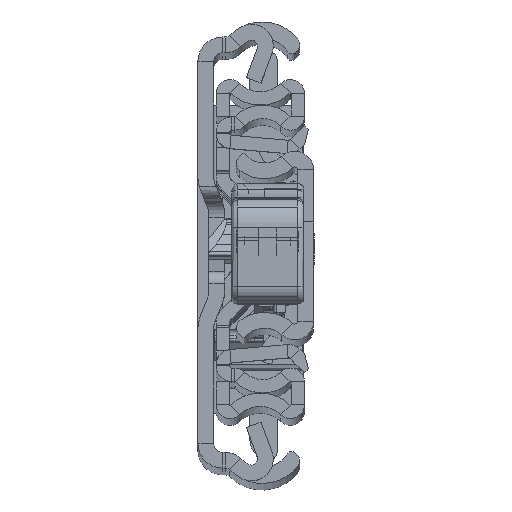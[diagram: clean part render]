
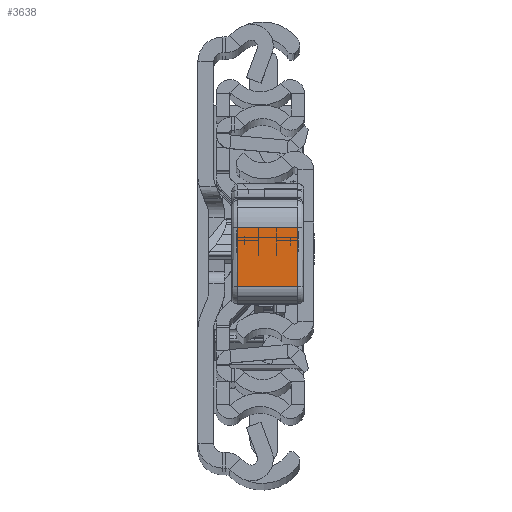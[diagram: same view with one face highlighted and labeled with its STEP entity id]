
A CAD part, top view. The second image highlights one B-rep face of the part: STEP entity #3638.
In plain terms, the highlighted face is planar.
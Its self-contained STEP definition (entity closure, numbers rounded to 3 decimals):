
#1686 = CARTESIAN_POINT ( 'NONE',  ( 39.55, -12.274, 0. ) ) ;
#1850 = LINE ( 'NONE', #1686, #25771 ) ;
#2562 = VECTOR ( 'NONE', #13118, 1000. ) ;
#3129 = LINE ( 'NONE', #20948, #2562 ) ;
#3638 = ADVANCED_FACE ( 'NONE', ( #10292 ), #20258, .F. ) ;
#4509 = DIRECTION ( 'NONE',  ( 0., 0., -1. ) ) ;
#4669 = CARTESIAN_POINT ( 'NONE',  ( 39.55, -12.274, 11. ) ) ;
#5250 = VECTOR ( 'NONE', #4509, 1000. ) ;
#5818 = VERTEX_POINT ( 'NONE', #17453 ) ;
#7134 = DIRECTION ( 'NONE',  ( 0., 0., 1. ) ) ;
#10292 = FACE_OUTER_BOUND ( 'NONE', #25075, .T. ) ;
#10906 = EDGE_CURVE ( 'NONE', #20390, #5818, #1850, .T. ) ;
#11538 = DIRECTION ( 'NONE',  ( 0.027, 1., 0. ) ) ;
#12752 = VERTEX_POINT ( 'NONE', #30911 ) ;
#13118 = DIRECTION ( 'NONE',  ( -0.027, -1., 0. ) ) ;
#14040 = EDGE_CURVE ( 'NONE', #12752, #26510, #3129, .T. ) ;
#14800 = LINE ( 'NONE', #29583, #21612 ) ;
#15104 = DIRECTION ( 'NONE',  ( -1., 0.027, 0. ) ) ;
#17345 = LINE ( 'NONE', #4669, #5250 ) ;
#17453 = CARTESIAN_POINT ( 'NONE',  ( 39.818, -2.465, 0. ) ) ;
#20258 = PLANE ( 'NONE',  #24787 ) ;
#20390 = VERTEX_POINT ( 'NONE', #30137 ) ;
#20948 = CARTESIAN_POINT ( 'NONE',  ( 39.55, -12.274, 10. ) ) ;
#21612 = VECTOR ( 'NONE', #7134, 1000. ) ;
#22077 = ORIENTED_EDGE ( 'NONE', *, *, #32066, .T. ) ;
#22353 = EDGE_CURVE ( 'NONE', #26510, #20390, #17345, .T. ) ;
#23601 = ORIENTED_EDGE ( 'NONE', *, *, #10906, .T. ) ;
#24787 = AXIS2_PLACEMENT_3D ( 'NONE', #30869, #15104, #30215 ) ;
#25075 = EDGE_LOOP ( 'NONE', ( #30542, #23601, #22077, #30388 ) ) ;
#25771 = VECTOR ( 'NONE', #11538, 1000. ) ;
#26510 = VERTEX_POINT ( 'NONE', #31430 ) ;
#29583 = CARTESIAN_POINT ( 'NONE',  ( 39.818, -2.465, 11. ) ) ;
#30137 = CARTESIAN_POINT ( 'NONE',  ( 39.55, -12.274, 0. ) ) ;
#30215 = DIRECTION ( 'NONE',  ( -0.027, -1., 0. ) ) ;
#30388 = ORIENTED_EDGE ( 'NONE', *, *, #14040, .T. ) ;
#30542 = ORIENTED_EDGE ( 'NONE', *, *, #22353, .T. ) ;
#30869 = CARTESIAN_POINT ( 'NONE',  ( 39.55, -12.274, 11. ) ) ;
#30911 = CARTESIAN_POINT ( 'NONE',  ( 39.818, -2.465, 10. ) ) ;
#31430 = CARTESIAN_POINT ( 'NONE',  ( 39.55, -12.274, 10. ) ) ;
#32066 = EDGE_CURVE ( 'NONE', #5818, #12752, #14800, .T. ) ;
